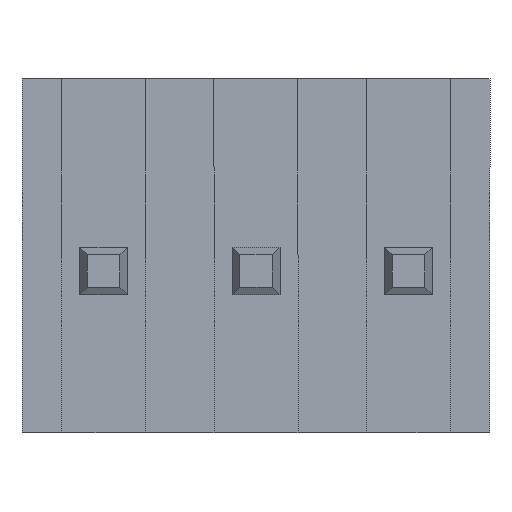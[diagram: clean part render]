
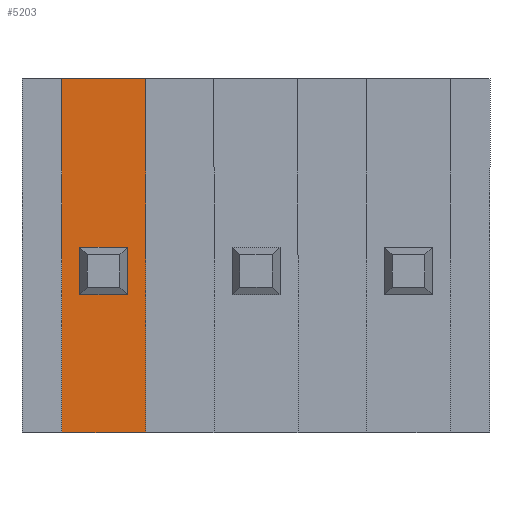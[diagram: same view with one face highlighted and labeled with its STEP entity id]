
A CAD part, front view. The second image highlights one B-rep face of the part: STEP entity #5203.
In plain terms, the highlighted planar face has unit normal (0, -1, 0).
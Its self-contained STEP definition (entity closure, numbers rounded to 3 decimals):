
#67 = VECTOR ( 'NONE', #3837, 1000. ) ;
#75 = VECTOR ( 'NONE', #4594, 1000. ) ;
#87 = CARTESIAN_POINT ( 'NONE',  ( 0., 0.8, 0. ) ) ;
#112 = CARTESIAN_POINT ( 'NONE',  ( -3.24, 0.8, 3.2 ) ) ;
#218 = VERTEX_POINT ( 'NONE', #4161 ) ;
#353 = LINE ( 'NONE', #3622, #4660 ) ;
#503 = DIRECTION ( 'NONE',  ( 0., 0., -1. ) ) ;
#787 = VERTEX_POINT ( 'NONE', #2292 ) ;
#831 = DIRECTION ( 'NONE',  ( 1., 0., 0. ) ) ;
#915 = DIRECTION ( 'NONE',  ( 0., 0., -1. ) ) ;
#989 = EDGE_CURVE ( 'NONE', #4831, #218, #353, .T. ) ;
#1047 = EDGE_LOOP ( 'NONE', ( #3545, #4865, #1068, #1387 ) ) ;
#1068 = ORIENTED_EDGE ( 'NONE', *, *, #4903, .T. ) ;
#1286 = CARTESIAN_POINT ( 'NONE',  ( -1.84, 0.8, 3.2 ) ) ;
#1313 = VERTEX_POINT ( 'NONE', #2867 ) ;
#1332 = PLANE ( 'NONE',  #3698 ) ;
#1387 = ORIENTED_EDGE ( 'NONE', *, *, #3392, .T. ) ;
#1410 = VECTOR ( 'NONE', #4205, 1000. ) ;
#1496 = CARTESIAN_POINT ( 'NONE',  ( -3.24, 0.8, 3.2 ) ) ;
#1650 = FACE_OUTER_BOUND ( 'NONE', #5124, .T. ) ;
#1803 = VECTOR ( 'NONE', #831, 1000. ) ;
#1908 = DIRECTION ( 'NONE',  ( -1., 0., 0. ) ) ;
#1996 = ORIENTED_EDGE ( 'NONE', *, *, #4219, .T. ) ;
#2101 = ORIENTED_EDGE ( 'NONE', *, *, #3718, .T. ) ;
#2171 = ORIENTED_EDGE ( 'NONE', *, *, #3708, .T. ) ;
#2292 = CARTESIAN_POINT ( 'NONE',  ( -1.84, 0.8, -2.7 ) ) ;
#2493 = EDGE_CURVE ( 'NONE', #3737, #4831, #3390, .T. ) ;
#2754 = VECTOR ( 'NONE', #1908, 1000. ) ;
#2771 = FACE_BOUND ( 'NONE', #1047, .T. ) ;
#2867 = CARTESIAN_POINT ( 'NONE',  ( -2.14, 0.8, -0.4 ) ) ;
#2915 = CARTESIAN_POINT ( 'NONE',  ( -3.24, 0.8, -2.7 ) ) ;
#2989 = CARTESIAN_POINT ( 'NONE',  ( -1.84, 0.8, 3.2 ) ) ;
#2996 = DIRECTION ( 'NONE',  ( 0., -1., 0. ) ) ;
#3040 = LINE ( 'NONE', #2915, #1803 ) ;
#3343 = CARTESIAN_POINT ( 'NONE',  ( -2.94, 0.8, 0.4 ) ) ;
#3348 = VERTEX_POINT ( 'NONE', #2989 ) ;
#3390 = LINE ( 'NONE', #4197, #75 ) ;
#3391 = CARTESIAN_POINT ( 'NONE',  ( -2.14, 0.8, -0.4 ) ) ;
#3392 = EDGE_CURVE ( 'NONE', #1313, #3737, #4513, .T. ) ;
#3545 = ORIENTED_EDGE ( 'NONE', *, *, #2493, .T. ) ;
#3575 = VERTEX_POINT ( 'NONE', #5310 ) ;
#3622 = CARTESIAN_POINT ( 'NONE',  ( -2.94, 0.8, 0.4 ) ) ;
#3634 = LINE ( 'NONE', #1286, #1410 ) ;
#3698 = AXIS2_PLACEMENT_3D ( 'NONE', #87, #2996, #503 ) ;
#3708 = EDGE_CURVE ( 'NONE', #4911, #787, #3040, .T. ) ;
#3718 = EDGE_CURVE ( 'NONE', #787, #3348, #3634, .T. ) ;
#3737 = VERTEX_POINT ( 'NONE', #3779 ) ;
#3779 = CARTESIAN_POINT ( 'NONE',  ( -2.94, 0.8, -0.4 ) ) ;
#3837 = DIRECTION ( 'NONE',  ( -1., 0., 0. ) ) ;
#3863 = DIRECTION ( 'NONE',  ( 0., 0., -1. ) ) ;
#3888 = LINE ( 'NONE', #112, #4861 ) ;
#4017 = LINE ( 'NONE', #3391, #4983 ) ;
#4042 = DIRECTION ( 'NONE',  ( 1., 0., 0. ) ) ;
#4161 = CARTESIAN_POINT ( 'NONE',  ( -2.14, 0.8, 0.4 ) ) ;
#4197 = CARTESIAN_POINT ( 'NONE',  ( -2.94, 0.8, -0.4 ) ) ;
#4205 = DIRECTION ( 'NONE',  ( 0., 0., 1. ) ) ;
#4219 = EDGE_CURVE ( 'NONE', #3348, #3575, #4964, .T. ) ;
#4486 = ORIENTED_EDGE ( 'NONE', *, *, #4942, .T. ) ;
#4513 = LINE ( 'NONE', #5078, #67 ) ;
#4594 = DIRECTION ( 'NONE',  ( 0., 0., 1. ) ) ;
#4660 = VECTOR ( 'NONE', #4042, 1000. ) ;
#4683 = CARTESIAN_POINT ( 'NONE',  ( -3.24, 0.8, -2.7 ) ) ;
#4831 = VERTEX_POINT ( 'NONE', #3343 ) ;
#4861 = VECTOR ( 'NONE', #3863, 1000. ) ;
#4865 = ORIENTED_EDGE ( 'NONE', *, *, #989, .T. ) ;
#4903 = EDGE_CURVE ( 'NONE', #218, #1313, #4017, .T. ) ;
#4911 = VERTEX_POINT ( 'NONE', #4683 ) ;
#4942 = EDGE_CURVE ( 'NONE', #3575, #4911, #3888, .T. ) ;
#4964 = LINE ( 'NONE', #1496, #2754 ) ;
#4983 = VECTOR ( 'NONE', #915, 1000. ) ;
#5078 = CARTESIAN_POINT ( 'NONE',  ( -2.94, 0.8, -0.4 ) ) ;
#5124 = EDGE_LOOP ( 'NONE', ( #4486, #2171, #2101, #1996 ) ) ;
#5203 = ADVANCED_FACE ( 'NONE', ( #2771, #1650 ), #1332, .T. ) ;
#5310 = CARTESIAN_POINT ( 'NONE',  ( -3.24, 0.8, 3.2 ) ) ;
